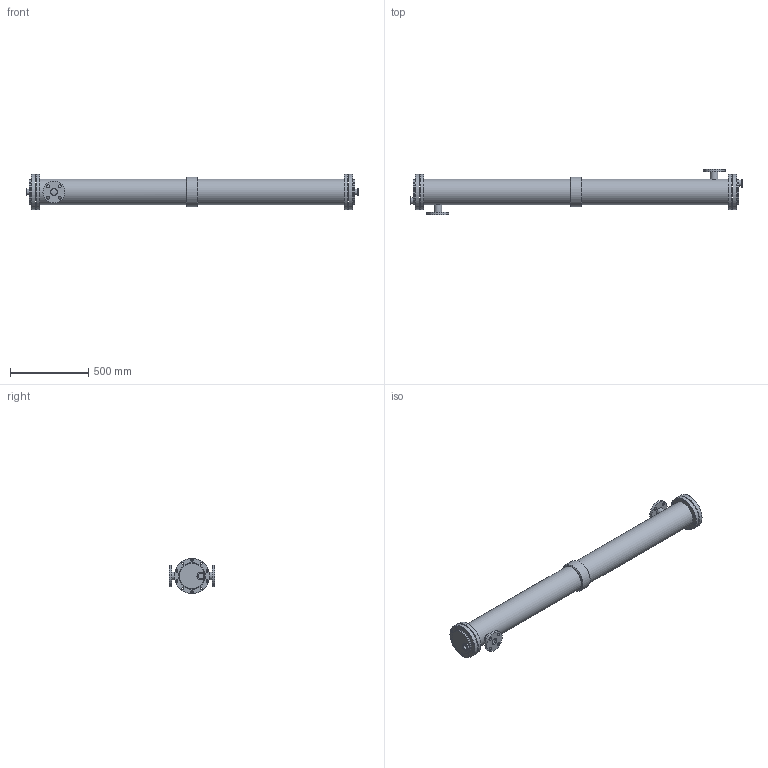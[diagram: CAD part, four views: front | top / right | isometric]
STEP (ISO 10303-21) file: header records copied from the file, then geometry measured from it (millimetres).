
FILE_DESCRIPTION(/* description */ (''),/* implementation_level */ '2;1');
FILE_NAME(/* name */ 'HE60-40A-15.stp',/* time_stamp */ '2024-04-26T09:49:27+09:00',/* author */ ('autocad33'),/* organization */ (''),/* preprocessor_version */ 'ST-DEVELOPER v19.2',/* originating_system */ 'Autodesk Inventor 2023',/* authorisation */ '');
FILE_SCHEMA (('AUTOMOTIVE_DESIGN { 1 0 10303 214 3 1 1 }'));
Length unit declared in the file: millimetre
Products named in the file (1): HE60元-02
Bounding box: 2116 x 290 x 225 mm (x, y, z)
Volume: 46722215.7 mm3; surface area: 1523606.8 mm2
Topology: 3 solids, 3 shells, 97 faces, 225 edges, 149 vertices
Faces by surface type: cylinder 71, plane 20, cone 4, torus 2
Full cylindrical faces by diameter (mm): 14 x40, 19 x8, 35.7 x2, 38.1 x2, 43 x2, 48.6 x2, 50.5 x2, 140 x2, 159 x2, 165.2 x2, 190 x1, 225 x4
Entity records: 3317 total; most frequent: CARTESIAN_POINT 737, DIRECTION 554, ORIENTED_EDGE 450, AXIS2_PLACEMENT_3D 240, EDGE_CURVE 225, EDGE_LOOP 208, VERTEX_POINT 149, CIRCLE 142
